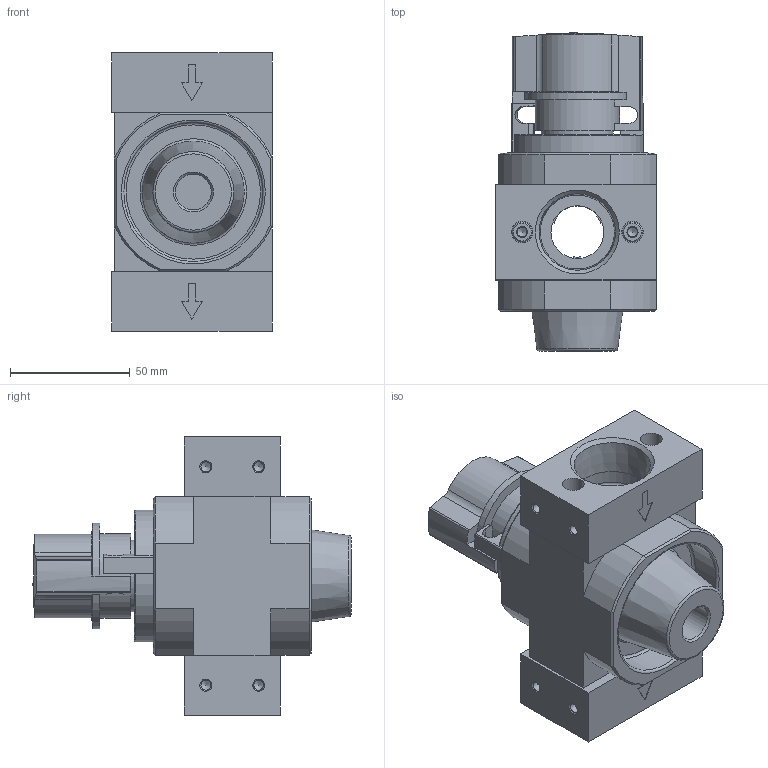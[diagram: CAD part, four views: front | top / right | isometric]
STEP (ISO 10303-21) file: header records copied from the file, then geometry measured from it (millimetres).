
FILE_DESCRIPTION(/* description */ ('STEP AP214'),/* implementation_level */ '2;1');
FILE_NAME(/* name */ '173899_HE-1-D-MAXI-NPT',/* time_stamp */ '2024-08-29T02:18:42+02:00',/* author */ ('License CC BY-ND 4.0'),/* organization */ ('CADENAS'),/* preprocessor_version */ 'ST-DEVELOPER v19.3',/* originating_system */ 'PARTsolutions',/* authorisation */ ' ');
FILE_SCHEMA (('AUTOMOTIVE_DESIGN {1 0 10303 214 3 1 1}'));
Length unit declared in the file: millimetre
Products named in the file (6): 173899 HE-1-D-MAXI-NPT; 360722 HE-MAXI; 373059 LF-D-MAXI; 714675 PBL-1-D-MAXI-NPT-L--P1; DIN-912 - M5x20(F); 714677 PBL-1-D-MAXI-NPT-R--P1
Assembly tree (9 placements, depth 2):
  173899 HE-1-D-MAXI-NPT
    360722 HE-MAXI
    373059 LF-D-MAXI  x2
    714675 PBL-1-D-MAXI-NPT-L--P1
    DIN-912 - M5x20(F)  x4
    714677 PBL-1-D-MAXI-NPT-R--P1
Bounding box: 67.1 x 132.58 x 116 mm (x, y, z)
Volume: 394835.4 mm3; surface area: 83184.7 mm2
Topology: 9 solids, 9 shells, 555 faces, 1296 edges, 793 vertices
Faces by surface type: plane 313, cylinder 117, cone 100, torus 16, sphere 9
Full cylindrical faces by diameter (mm): 4.134 x8, 5 x4, 5.3 x4, 7 x4, 7.3 x2, 8 x4, 8.2 x4, 8.5 x4, 9 x4, 14.95 x1, 22 x2, 22.5 x1, 30 x3, 34 x4, 35.2 x1, 58 x1
Entity records: 15304 total; most frequent: CARTESIAN_POINT 2297, DIRECTION 2262, ORIENTED_EDGE 1970, EDGE_CURVE 985, AXIS2_PLACEMENT_3D 863, VERTEX_POINT 674, FACE_BOUND 613, EDGE_LOOP 606
